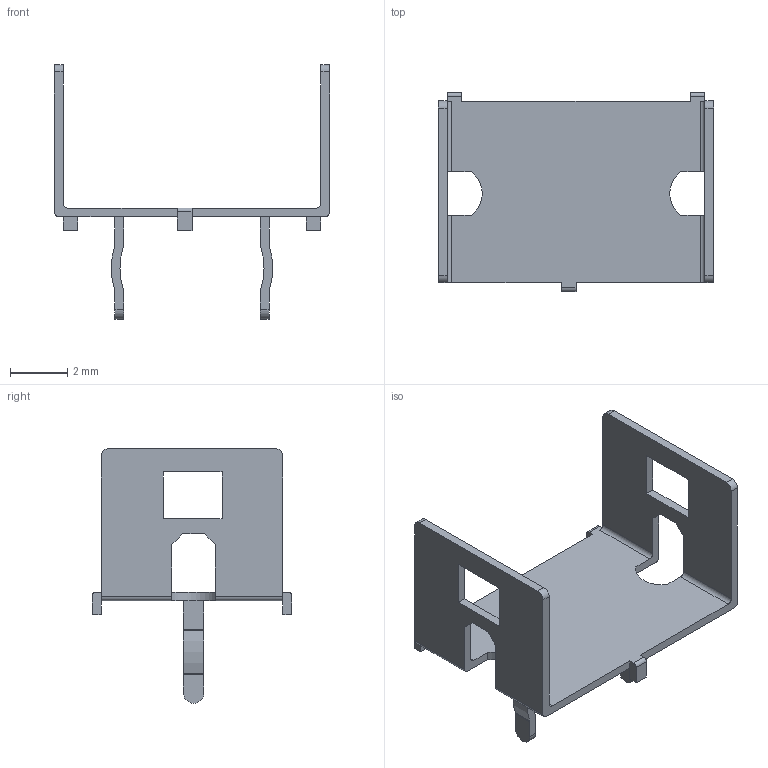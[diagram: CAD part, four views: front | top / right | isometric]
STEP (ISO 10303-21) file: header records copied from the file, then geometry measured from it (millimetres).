
FILE_DESCRIPTION(/* description */ (''),/* implementation_level */ '2;1');
FILE_NAME(/* name */ '_AB1H-bracket_ra.ipt.step',/* time_stamp */ '2015-01-02T19:20:06-08:00',/* author */ ('Philip'),/* organization */ (''),/* preprocessor_version */ 'ST-DEVELOPER v15.6',/* originating_system */ 'Autodesk Inventor 2015',/* authorisation */ '');
FILE_SCHEMA (('AUTOMOTIVE_DESIGN { 1 0 10303 214 3 1 1 }'));
Length unit declared in the file: inch
Products named in the file (1): _AB1H-bracket_ra
Bounding box: 9.6 x 6.95 x 8.89 mm (x, y, z)
Volume: 34.6 mm3; surface area: 257.1 mm2
Topology: 1 solids, 1 shells, 89 faces, 261 edges, 172 vertices
Faces by surface type: plane 58, cylinder 31
Entity records: 2998 total; most frequent: CARTESIAN_POINT 523, ORIENTED_EDGE 522, DIRECTION 503, EDGE_CURVE 261, LINE 199, VECTOR 199, VERTEX_POINT 172, AXIS2_PLACEMENT_3D 152
